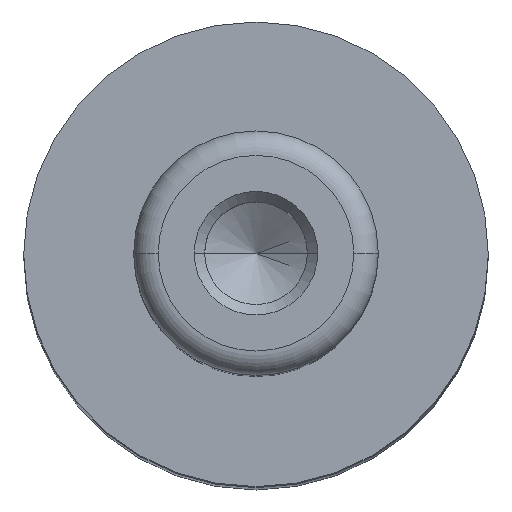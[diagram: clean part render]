
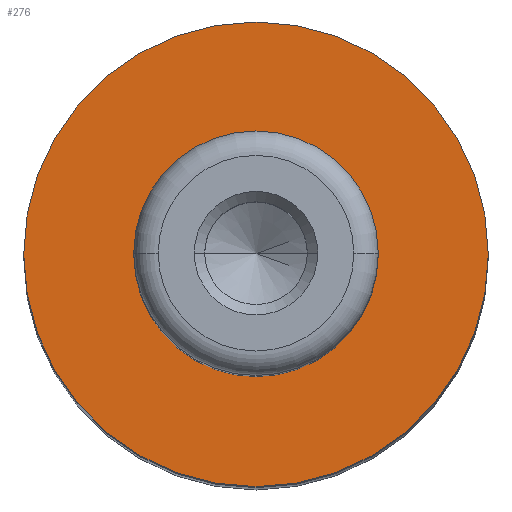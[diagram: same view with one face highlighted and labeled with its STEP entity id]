
A CAD part, top view. The second image highlights one B-rep face of the part: STEP entity #276.
In plain terms, the highlighted planar face has unit normal (0, 0, 1).
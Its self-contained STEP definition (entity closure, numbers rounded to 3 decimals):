
#35 = ORIENTED_EDGE ( 'NONE', *, *, #63, .F. ) ;
#40 = EDGE_CURVE ( 'NONE', #128, #1034, #1087, .T. ) ;
#60 = ORIENTED_EDGE ( 'NONE', *, *, #40, .F. ) ;
#61 = EDGE_LOOP ( 'NONE', ( #661, #224 ) ) ;
#63 = EDGE_CURVE ( 'NONE', #1034, #128, #875, .T. ) ;
#128 = VERTEX_POINT ( 'NONE', #708 ) ;
#143 = VERTEX_POINT ( 'NONE', #695 ) ;
#164 = DIRECTION ( 'NONE',  ( 0., 0., -1. ) ) ;
#178 = VERTEX_POINT ( 'NONE', #776 ) ;
#192 = CARTESIAN_POINT ( 'NONE',  ( 0., 0., 78. ) ) ;
#209 = EDGE_LOOP ( 'NONE', ( #35, #60 ) ) ;
#224 = ORIENTED_EDGE ( 'NONE', *, *, #311, .T. ) ;
#262 = CARTESIAN_POINT ( 'NONE',  ( -9.5, 0., 78. ) ) ;
#274 = DIRECTION ( 'NONE',  ( -1., 0., 0. ) ) ;
#276 = ADVANCED_FACE ( 'NONE', ( #859, #585 ), #765, .T. ) ;
#311 = EDGE_CURVE ( 'NONE', #178, #143, #643, .T. ) ;
#317 = DIRECTION ( 'NONE',  ( 1., 0., 0. ) ) ;
#389 = AXIS2_PLACEMENT_3D ( 'NONE', #192, #811, #274 ) ;
#494 = CARTESIAN_POINT ( 'NONE',  ( 0., 0., 78. ) ) ;
#500 = AXIS2_PLACEMENT_3D ( 'NONE', #888, #696, #988 ) ;
#516 = DIRECTION ( 'NONE',  ( -1., 0., 0. ) ) ;
#562 = AXIS2_PLACEMENT_3D ( 'NONE', #803, #164, #516 ) ;
#565 = CIRCLE ( 'NONE', #389, 5. ) ;
#585 = FACE_OUTER_BOUND ( 'NONE', #209, .T. ) ;
#588 = DIRECTION ( 'NONE',  ( -1., 0., 0. ) ) ;
#643 = CIRCLE ( 'NONE', #910, 5. ) ;
#661 = ORIENTED_EDGE ( 'NONE', *, *, #1117, .T. ) ;
#695 = CARTESIAN_POINT ( 'NONE',  ( -5., 0., 78. ) ) ;
#696 = DIRECTION ( 'NONE',  ( 0., 0., -1. ) ) ;
#708 = CARTESIAN_POINT ( 'NONE',  ( 9.5, 0., 78. ) ) ;
#765 = PLANE ( 'NONE',  #785 ) ;
#776 = CARTESIAN_POINT ( 'NONE',  ( 5., 0., 78. ) ) ;
#785 = AXIS2_PLACEMENT_3D ( 'NONE', #853, #856, #317 ) ;
#803 = CARTESIAN_POINT ( 'NONE',  ( 0., 0., 78. ) ) ;
#811 = DIRECTION ( 'NONE',  ( 0., 0., -1. ) ) ;
#853 = CARTESIAN_POINT ( 'NONE',  ( -5., 0., 78. ) ) ;
#856 = DIRECTION ( 'NONE',  ( 0., 0., 1. ) ) ;
#859 = FACE_BOUND ( 'NONE', #61, .T. ) ;
#875 = CIRCLE ( 'NONE', #562, 9.5 ) ;
#888 = CARTESIAN_POINT ( 'NONE',  ( 0., 0., 78. ) ) ;
#910 = AXIS2_PLACEMENT_3D ( 'NONE', #494, #1130, #588 ) ;
#988 = DIRECTION ( 'NONE',  ( -1., 0., 0. ) ) ;
#1034 = VERTEX_POINT ( 'NONE', #262 ) ;
#1087 = CIRCLE ( 'NONE', #500, 9.5 ) ;
#1117 = EDGE_CURVE ( 'NONE', #143, #178, #565, .T. ) ;
#1130 = DIRECTION ( 'NONE',  ( 0., 0., -1. ) ) ;
